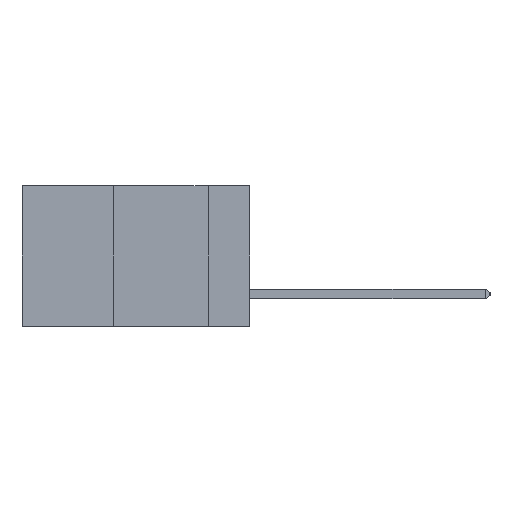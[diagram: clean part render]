
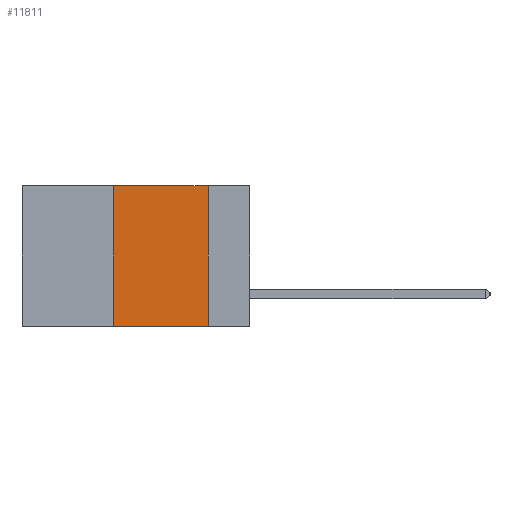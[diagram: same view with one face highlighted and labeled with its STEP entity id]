
A CAD part, left-side view. The second image highlights one B-rep face of the part: STEP entity #11811.
In plain terms, the highlighted planar face has unit normal (-1, 0, 0).
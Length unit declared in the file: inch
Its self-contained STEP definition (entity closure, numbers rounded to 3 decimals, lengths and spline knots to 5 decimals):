
#1256 = VECTOR ( 'NONE', #2559, 39.37008 ) ;
#1519 = VERTEX_POINT ( 'NONE', #9806 ) ;
#1946 = DIRECTION ( 'NONE',  ( 1., 0., 0. ) ) ;
#2548 = CARTESIAN_POINT ( 'NONE',  ( 0., 0.6, 0. ) ) ;
#2559 = DIRECTION ( 'NONE',  ( 0., 0., 1. ) ) ;
#3509 = CARTESIAN_POINT ( 'NONE',  ( 0., 0.36, 0. ) ) ;
#6399 = ORIENTED_EDGE ( 'NONE', *, *, #13566, .T. ) ;
#6732 = ORIENTED_EDGE ( 'NONE', *, *, #21631, .F. ) ;
#7578 = LINE ( 'NONE', #2548, #10876 ) ;
#8136 = AXIS2_PLACEMENT_3D ( 'NONE', #13390, #1946, #15279 ) ;
#9268 = CARTESIAN_POINT ( 'NONE',  ( 0., 0.11, 0. ) ) ;
#9806 = CARTESIAN_POINT ( 'NONE',  ( 0., 0.36, -0.37 ) ) ;
#10710 = VERTEX_POINT ( 'NONE', #19091 ) ;
#10876 = VECTOR ( 'NONE', #17695, 39.37008 ) ;
#11811 = ADVANCED_FACE ( 'NONE', ( #17994 ), #20724, .F. ) ;
#12096 = CARTESIAN_POINT ( 'NONE',  ( 0., 0.36, 0. ) ) ;
#12750 = DIRECTION ( 'NONE',  ( 0., -1., 0. ) ) ;
#13390 = CARTESIAN_POINT ( 'NONE',  ( 0., 0.6, 0. ) ) ;
#13566 = EDGE_CURVE ( 'NONE', #1519, #10710, #17325, .T. ) ;
#14837 = VERTEX_POINT ( 'NONE', #9268 ) ;
#14961 = DIRECTION ( 'NONE',  ( 0., 0., -1. ) ) ;
#15042 = CARTESIAN_POINT ( 'NONE',  ( 0., 0.11, 0. ) ) ;
#15279 = DIRECTION ( 'NONE',  ( 0., 0., -1. ) ) ;
#15756 = EDGE_CURVE ( 'NONE', #1519, #18695, #16414, .T. ) ;
#16414 = LINE ( 'NONE', #12096, #1256 ) ;
#17239 = VECTOR ( 'NONE', #14961, 39.37008 ) ;
#17325 = LINE ( 'NONE', #23822, #17903 ) ;
#17695 = DIRECTION ( 'NONE',  ( 0., -1., 0. ) ) ;
#17903 = VECTOR ( 'NONE', #12750, 39.37008 ) ;
#17994 = FACE_OUTER_BOUND ( 'NONE', #20788, .T. ) ;
#18695 = VERTEX_POINT ( 'NONE', #3509 ) ;
#19091 = CARTESIAN_POINT ( 'NONE',  ( 0., 0.11, -0.37 ) ) ;
#19907 = ORIENTED_EDGE ( 'NONE', *, *, #20793, .F. ) ;
#20724 = PLANE ( 'NONE',  #8136 ) ;
#20788 = EDGE_LOOP ( 'NONE', ( #6732, #19907, #23052, #6399 ) ) ;
#20793 = EDGE_CURVE ( 'NONE', #18695, #14837, #7578, .T. ) ;
#21631 = EDGE_CURVE ( 'NONE', #14837, #10710, #22120, .T. ) ;
#22120 = LINE ( 'NONE', #15042, #17239 ) ;
#23052 = ORIENTED_EDGE ( 'NONE', *, *, #15756, .F. ) ;
#23822 = CARTESIAN_POINT ( 'NONE',  ( 0., 0.6, -0.37 ) ) ;
